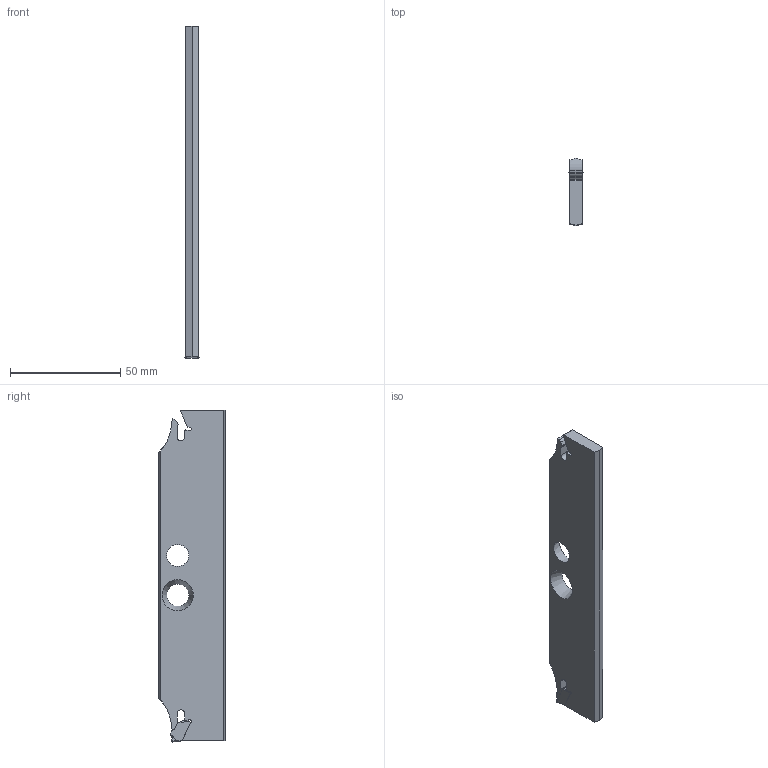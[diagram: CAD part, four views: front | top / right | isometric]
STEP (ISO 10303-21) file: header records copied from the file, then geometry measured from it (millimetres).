
FILE_DESCRIPTION(/* description */ (''),/* implementation_level */ '2;1');
FILE_NAME(/* name */ '150.10A-25-6LJET.stp',/* time_stamp */ '2014-01-24T10:39:28+05:00',/* author */ (''),/* organization */ (''),/* preprocessor_version */ 'ST-DEVELOPER v11',/* originating_system */ 'SIEMENS PLM Software NX 7.5',/* authorisation */ '');
FILE_SCHEMA (('AUTOMOTIVE_DESIGN { 1 0 10303 214 1 1 1 1 }'));
Length unit declared in the file: millimetre
Products named in the file (1): inpu80EFw0h0
Bounding box: 6.36 x 30.39 x 150.61 mm (x, y, z)
Volume: 22462.2 mm3; surface area: 10683 mm2
Topology: 2 solids, 2 shells, 78 faces, 218 edges, 144 vertices
Faces by surface type: plane 52, cylinder 22, cone 4
Entity records: 2529 total; most frequent: CARTESIAN_POINT 447, DIRECTION 430, ORIENTED_EDGE 428, EDGE_CURVE 214, LINE 152, VECTOR 152, VERTEX_POINT 142, AXIS2_PLACEMENT_3D 139
